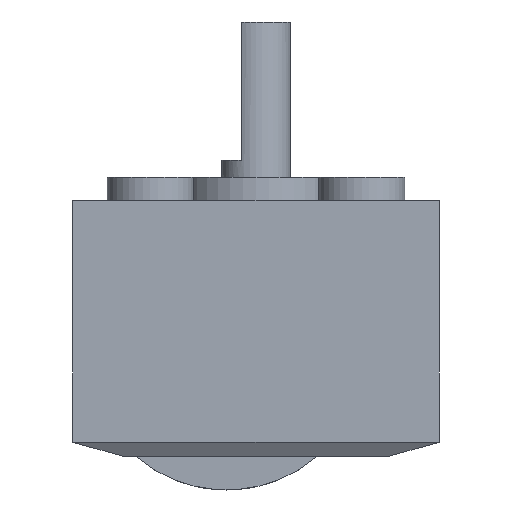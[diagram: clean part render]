
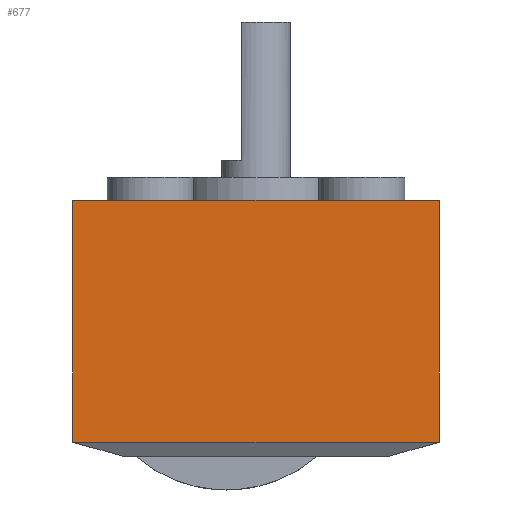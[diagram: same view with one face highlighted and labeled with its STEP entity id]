
A CAD part, left-side view. The second image highlights one B-rep face of the part: STEP entity #677.
In plain terms, the highlighted planar face has unit normal (-1, 0, 0).
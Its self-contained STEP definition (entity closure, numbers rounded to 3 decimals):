
#124=FACE_OUTER_BOUND('',#178,.T.);
#178=EDGE_LOOP('',(#595,#596,#597,#598));
#186=LINE('',#1013,#238);
#227=LINE('',#1183,#279);
#230=LINE('',#1188,#282);
#231=LINE('',#1189,#283);
#238=VECTOR('',#795,10.);
#279=VECTOR('',#986,10.);
#282=VECTOR('',#991,10.);
#283=VECTOR('',#992,10.);
#286=VERTEX_POINT('',#1003);
#290=VERTEX_POINT('',#1012);
#343=VERTEX_POINT('',#1180);
#344=VERTEX_POINT('',#1182);
#350=EDGE_CURVE('',#290,#286,#186,.T.);
#429=EDGE_CURVE('',#343,#344,#227,.T.);
#432=EDGE_CURVE('',#344,#290,#230,.T.);
#433=EDGE_CURVE('',#343,#286,#231,.T.);
#595=ORIENTED_EDGE('',*,*,#350,.F.);
#596=ORIENTED_EDGE('',*,*,#432,.F.);
#597=ORIENTED_EDGE('',*,*,#429,.F.);
#598=ORIENTED_EDGE('',*,*,#433,.T.);
#634=PLANE('',#781);
#677=ADVANCED_FACE('',(#124),#634,.T.);
#781=AXIS2_PLACEMENT_3D('',#1187,#989,#990);
#795=DIRECTION('',(0.,1.,0.));
#986=DIRECTION('',(0.,-1.,0.));
#989=DIRECTION('center_axis',(-1.,0.,0.));
#990=DIRECTION('ref_axis',(0.,1.,0.));
#991=DIRECTION('',(0.,0.,-1.));
#992=DIRECTION('',(0.,0.,-1.));
#1003=CARTESIAN_POINT('',(-45.87,31.87,-21.));
#1012=CARTESIAN_POINT('',(-45.87,0.,-21.));
#1013=CARTESIAN_POINT('',(-45.87,7.967,-21.));
#1180=CARTESIAN_POINT('',(-45.87,31.87,0.));
#1182=CARTESIAN_POINT('',(-45.87,0.,0.));
#1183=CARTESIAN_POINT('',(-45.87,31.87,0.));
#1187=CARTESIAN_POINT('Origin',(-45.87,0.,0.));
#1188=CARTESIAN_POINT('',(-45.87,0.,0.));
#1189=CARTESIAN_POINT('',(-45.87,31.87,0.));
